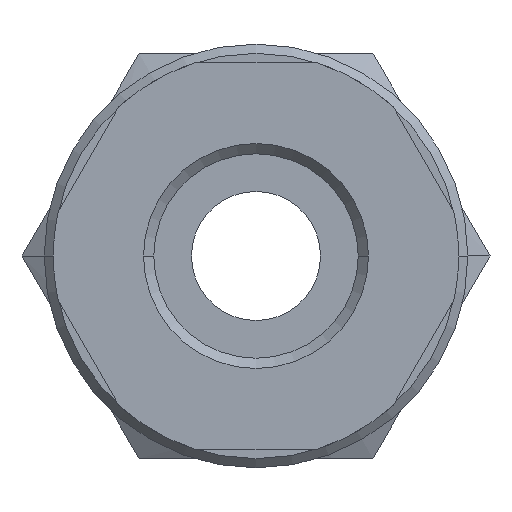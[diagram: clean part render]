
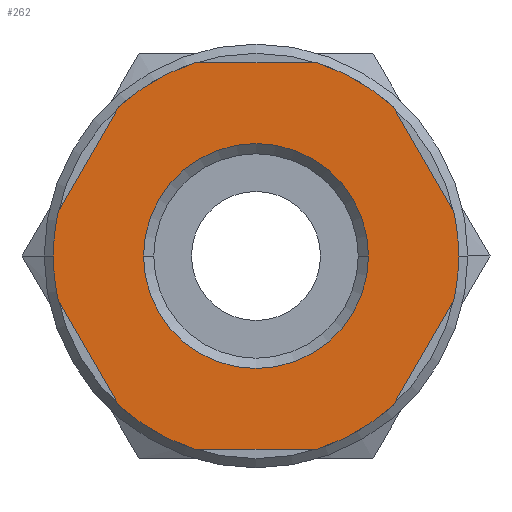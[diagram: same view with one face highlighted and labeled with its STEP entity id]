
A CAD part, front view. The second image highlights one B-rep face of the part: STEP entity #262.
In plain terms, the highlighted planar face has unit normal (0, -1, 0).
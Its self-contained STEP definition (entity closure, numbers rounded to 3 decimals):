
#262=ADVANCED_FACE('',(#527,#528),#529,.T.);
#527=FACE_BOUND('',#784,.T.);
#528=FACE_OUTER_BOUND('',#785,.T.);
#529=PLANE('',#786);
#784=EDGE_LOOP('',(#1441,#1442));
#785=EDGE_LOOP('',(#1443,#1444,#1445,#1446,#1447,#1448,#1449,#1450,#1451,#1452,#1453,#1454,#1455,#1456));
#786=AXIS2_PLACEMENT_3D('',#1457,#1458,#1459);
#1441=ORIENTED_EDGE('',*,*,#1681,.T.);
#1442=ORIENTED_EDGE('',*,*,#1700,.T.);
#1443=ORIENTED_EDGE('',*,*,#1691,.T.);
#1444=ORIENTED_EDGE('',*,*,#1542,.F.);
#1445=ORIENTED_EDGE('',*,*,#1644,.T.);
#1446=ORIENTED_EDGE('',*,*,#1580,.F.);
#1447=ORIENTED_EDGE('',*,*,#1513,.T.);
#1448=ORIENTED_EDGE('',*,*,#1647,.F.);
#1449=ORIENTED_EDGE('',*,*,#1652,.F.);
#1450=ORIENTED_EDGE('',*,*,#1684,.T.);
#1451=ORIENTED_EDGE('',*,*,#1523,.F.);
#1452=ORIENTED_EDGE('',*,*,#1706,.T.);
#1453=ORIENTED_EDGE('',*,*,#1709,.F.);
#1454=ORIENTED_EDGE('',*,*,#1618,.T.);
#1455=ORIENTED_EDGE('',*,*,#1526,.F.);
#1456=ORIENTED_EDGE('',*,*,#1546,.F.);
#1457=CARTESIAN_POINT('',(5.5,0.0,0.0));
#1458=DIRECTION('',(-0.0,-1.0,-0.0));
#1459=DIRECTION('',(-1.0,0.0,0.0));
#1513=EDGE_CURVE('',#1806,#1803,#1807,.T.);
#1523=EDGE_CURVE('',#1821,#1816,#1823,.T.);
#1526=EDGE_CURVE('',#1826,#1828,#1829,.T.);
#1542=EDGE_CURVE('',#1852,#1847,#1854,.T.);
#1546=EDGE_CURVE('',#1858,#1826,#1860,.T.);
#1580=EDGE_CURVE('',#1806,#1908,#1912,.T.);
#1618=EDGE_CURVE('',#1964,#1828,#1965,.T.);
#1644=EDGE_CURVE('',#1852,#1908,#1993,.T.);
#1647=EDGE_CURVE('',#1995,#1803,#1997,.T.);
#1652=EDGE_CURVE('',#2001,#1995,#2003,.T.);
#1681=EDGE_CURVE('',#2041,#2039,#2042,.T.);
#1684=EDGE_CURVE('',#2001,#1816,#2045,.T.);
#1691=EDGE_CURVE('',#1858,#1847,#2052,.T.);
#1700=EDGE_CURVE('',#2039,#2041,#2061,.T.);
#1706=EDGE_CURVE('',#1821,#2066,#2068,.T.);
#1709=EDGE_CURVE('',#1964,#2066,#2071,.T.);
#1803=VERTEX_POINT('',#2312);
#1806=VERTEX_POINT('',#2316);
#1807=LINE('',#2317,#2318);
#1816=VERTEX_POINT('',#2340);
#1821=VERTEX_POINT('',#2346);
#1823=CIRCLE('',#2349,11.0);
#1826=VERTEX_POINT('',#2352);
#1828=VERTEX_POINT('',#2355);
#1829=CIRCLE('',#2356,11.0);
#1847=VERTEX_POINT('',#2379);
#1852=VERTEX_POINT('',#2385);
#1854=CIRCLE('',#2388,11.0);
#1858=VERTEX_POINT('',#2392);
#1860=CIRCLE('',#2395,11.0);
#1908=VERTEX_POINT('',#2525);
#1912=CIRCLE('',#2530,11.0);
#1964=VERTEX_POINT('',#2616);
#1965=LINE('',#2617,#2618);
#1993=LINE('',#2672,#2673);
#1995=VERTEX_POINT('',#2675);
#1997=CIRCLE('',#2678,11.0);
#2001=VERTEX_POINT('',#2682);
#2003=CIRCLE('',#2685,11.0);
#2039=VERTEX_POINT('',#2725);
#2041=VERTEX_POINT('',#2728);
#2042=CIRCLE('',#2729,6.105);
#2045=LINE('',#2733,#2734);
#2052=LINE('',#2743,#2744);
#2061=CIRCLE('',#2755,6.105);
#2066=VERTEX_POINT('',#2760);
#2068=LINE('',#2763,#2764);
#2071=CIRCLE('',#2767,11.0);
#2312=CARTESIAN_POINT('',(10.733,0.0,-2.411));
#2316=CARTESIAN_POINT('',(7.454,0.0,-8.089));
#2317=CARTESIAN_POINT('',(9.781,0.0,-4.059));
#2318=VECTOR('',#2829,1.0);
#2340=CARTESIAN_POINT('',(7.454,0.0,8.089));
#2346=CARTESIAN_POINT('',(3.279,0.0,10.5));
#2349=AXIS2_PLACEMENT_3D('',#2840,#2841,#2842);
#2352=CARTESIAN_POINT('',(-11.0,0.0,0.));
#2355=CARTESIAN_POINT('',(-10.733,0.0,2.411));
#2356=AXIS2_PLACEMENT_3D('',#2844,#2845,#2846);
#2379=CARTESIAN_POINT('',(-7.454,0.0,-8.089));
#2385=CARTESIAN_POINT('',(-3.279,0.0,-10.5));
#2388=AXIS2_PLACEMENT_3D('',#2869,#2870,#2871);
#2392=CARTESIAN_POINT('',(-10.733,0.0,-2.411));
#2395=AXIS2_PLACEMENT_3D('',#2876,#2877,#2878);
#2525=CARTESIAN_POINT('',(3.279,0.0,-10.5));
#2530=AXIS2_PLACEMENT_3D('',#2924,#2925,#2926);
#2616=CARTESIAN_POINT('',(-7.454,0.0,8.089));
#2617=CARTESIAN_POINT('',(-8.406,0.0,6.441));
#2618=VECTOR('',#2981,1.0);
#2672=CARTESIAN_POINT('',(2.75,0.0,-10.5));
#2673=VECTOR('',#3010,1.0);
#2675=CARTESIAN_POINT('',(11.0,0.0,0.));
#2678=AXIS2_PLACEMENT_3D('',#3012,#3013,#3014);
#2682=CARTESIAN_POINT('',(10.733,0.0,2.411));
#2685=AXIS2_PLACEMENT_3D('',#3019,#3020,#3021);
#2725=CARTESIAN_POINT('',(6.105,0.0,0.));
#2728=CARTESIAN_POINT('',(-6.105,0.0,0.));
#2729=AXIS2_PLACEMENT_3D('',#3063,#3064,#3065);
#2733=CARTESIAN_POINT('',(9.781,0.0,4.059));
#2734=VECTOR('',#3067,1.0);
#2743=CARTESIAN_POINT('',(-8.406,0.0,-6.441));
#2744=VECTOR('',#3073,1.0);
#2755=AXIS2_PLACEMENT_3D('',#3076,#3077,#3078);
#2760=CARTESIAN_POINT('',(-3.279,0.0,10.5));
#2763=CARTESIAN_POINT('',(2.75,0.0,10.5));
#2764=VECTOR('',#3083,1.0);
#2767=AXIS2_PLACEMENT_3D('',#3084,#3085,#3086);
#2829=DIRECTION('',(0.5,-0.0,0.866));
#2840=CARTESIAN_POINT('',(0.0,0.0,0.0));
#2841=DIRECTION('',(-0.0,1.0,0.0));
#2842=DIRECTION('',(1.0,0.0,0.0));
#2844=CARTESIAN_POINT('',(0.0,0.0,0.0));
#2845=DIRECTION('',(-0.0,1.0,0.0));
#2846=DIRECTION('',(1.0,0.0,0.0));
#2869=CARTESIAN_POINT('',(0.0,0.0,0.0));
#2870=DIRECTION('',(-0.0,1.0,0.0));
#2871=DIRECTION('',(1.0,0.0,0.0));
#2876=CARTESIAN_POINT('',(0.0,0.0,0.0));
#2877=DIRECTION('',(-0.0,1.0,0.0));
#2878=DIRECTION('',(1.0,0.0,0.0));
#2924=CARTESIAN_POINT('',(0.0,0.0,0.0));
#2925=DIRECTION('',(-0.0,1.0,0.0));
#2926=DIRECTION('',(1.0,0.0,0.0));
#2981=DIRECTION('',(-0.5,0.0,-0.866));
#3010=DIRECTION('',(1.0,-0.0,0.0));
#3012=CARTESIAN_POINT('',(0.0,0.0,0.0));
#3013=DIRECTION('',(-0.0,1.0,0.0));
#3014=DIRECTION('',(1.0,0.0,0.0));
#3019=CARTESIAN_POINT('',(0.0,0.0,0.0));
#3020=DIRECTION('',(-0.0,1.0,0.0));
#3021=DIRECTION('',(1.0,0.0,0.0));
#3063=CARTESIAN_POINT('',(0.0,0.0,0.0));
#3064=DIRECTION('',(-0.0,1.0,0.0));
#3065=DIRECTION('',(1.0,0.0,0.0));
#3067=DIRECTION('',(-0.5,0.0,0.866));
#3073=DIRECTION('',(0.5,0.0,-0.866));
#3076=CARTESIAN_POINT('',(0.0,0.0,0.0));
#3077=DIRECTION('',(-0.0,1.0,0.0));
#3078=DIRECTION('',(1.0,0.0,0.0));
#3083=DIRECTION('',(-1.0,0.0,0.));
#3084=CARTESIAN_POINT('',(0.0,0.0,0.0));
#3085=DIRECTION('',(-0.0,1.0,0.0));
#3086=DIRECTION('',(1.0,0.0,0.0));
